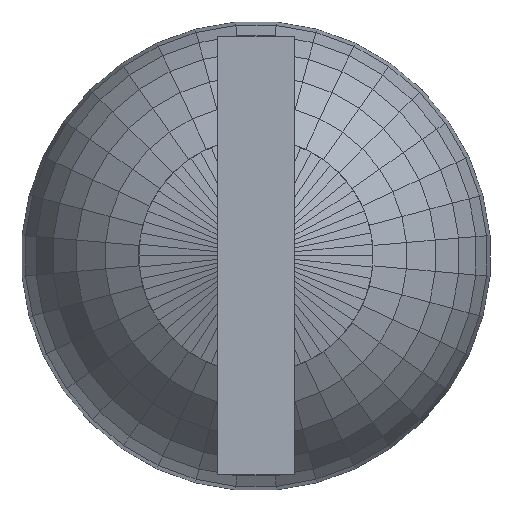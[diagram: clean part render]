
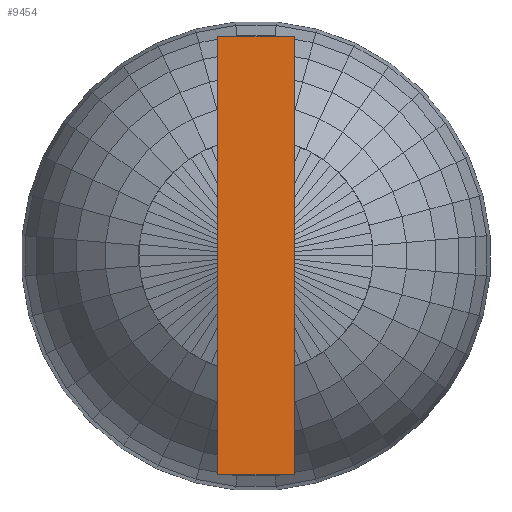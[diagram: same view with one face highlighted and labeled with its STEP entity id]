
A CAD part, top view. The second image highlights one B-rep face of the part: STEP entity #9454.
In plain terms, the highlighted planar face has unit normal (0, 0, 1).
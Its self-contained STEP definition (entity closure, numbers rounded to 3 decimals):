
#18=FACE_OUTER_BOUND('',#666,.T.);
#666=EDGE_LOOP('',(#6162,#6163,#6164,#6165));
#1381=LINE('',#13563,#2737);
#1382=LINE('',#13565,#2738);
#1383=LINE('',#13567,#2739);
#1384=LINE('',#13568,#2740);
#2737=VECTOR('',#10844,1000.);
#2738=VECTOR('',#10845,1000.);
#2739=VECTOR('',#10846,1000.);
#2740=VECTOR('',#10847,1000.);
#4093=VERTEX_POINT('',#13561);
#4094=VERTEX_POINT('',#13562);
#4095=VERTEX_POINT('',#13564);
#4096=VERTEX_POINT('',#13566);
#4806=EDGE_CURVE('',#4093,#4094,#1381,.T.);
#4807=EDGE_CURVE('',#4095,#4093,#1382,.T.);
#4808=EDGE_CURVE('',#4096,#4095,#1383,.T.);
#4809=EDGE_CURVE('',#4094,#4096,#1384,.T.);
#6162=ORIENTED_EDGE('',*,*,#4806,.F.);
#6163=ORIENTED_EDGE('',*,*,#4807,.F.);
#6164=ORIENTED_EDGE('',*,*,#4808,.F.);
#6165=ORIENTED_EDGE('',*,*,#4809,.F.);
#8807=PLANE('',#10124);
#9454=ADVANCED_FACE('',(#18),#8807,.T.);
#10124=AXIS2_PLACEMENT_3D('',#13560,#10842,#10843);
#10842=DIRECTION('center_axis',(0.,0.,
1.));
#10843=DIRECTION('ref_axis',(0.,1.,0.));
#10844=DIRECTION('',(0.,-1.,0.));
#10845=DIRECTION('',(1.,0.,0.));
#10846=DIRECTION('',(0.,1.,0.));
#10847=DIRECTION('',(-1.,0.,0.));
#13560=CARTESIAN_POINT('Origin',(0.,0.,-0.014));
#13561=CARTESIAN_POINT('',(6.5,37.5,-0.014));
#13562=CARTESIAN_POINT('',(6.5,-37.5,-0.014));
#13563=CARTESIAN_POINT('',(6.5,37.5,-0.014));
#13564=CARTESIAN_POINT('',(-6.5,37.5,-0.014));
#13565=CARTESIAN_POINT('',(-6.5,37.5,-0.014));
#13566=CARTESIAN_POINT('',(-6.5,-37.5,-0.014));
#13567=CARTESIAN_POINT('',(-6.5,-37.5,-0.014));
#13568=CARTESIAN_POINT('',(6.5,-37.5,-0.014));
